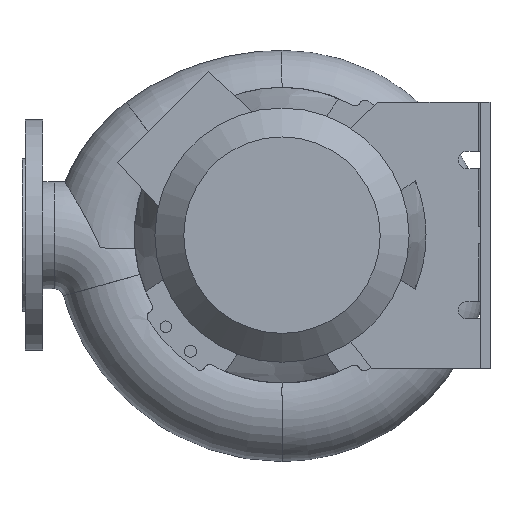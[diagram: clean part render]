
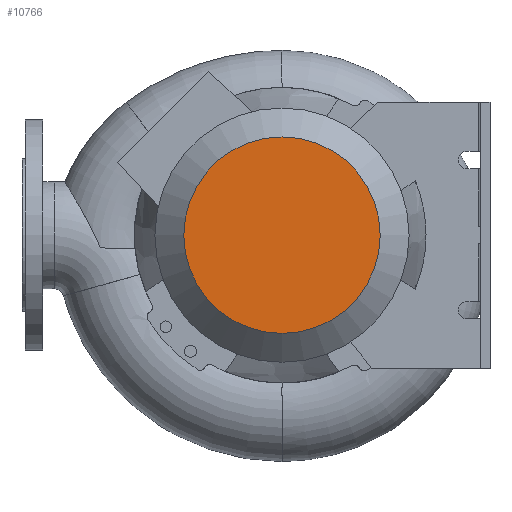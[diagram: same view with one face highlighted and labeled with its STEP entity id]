
A CAD part, left-side view. The second image highlights one B-rep face of the part: STEP entity #10766.
In plain terms, the highlighted planar face has unit normal (-1, 0, 0).
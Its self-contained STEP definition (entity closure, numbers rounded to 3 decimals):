
#826=PLANE('',#11583);
#1372=FACE_OUTER_BOUND('',#2009,.T.);
#2009=EDGE_LOOP('',(#9907));
#4230=CIRCLE('',#11582,85.);
#5296=VERTEX_POINT('',#20264);
#6860=EDGE_CURVE('',#5296,#5296,#4230,.T.);
#9907=ORIENTED_EDGE('',*,*,#6860,.T.);
#10766=ADVANCED_FACE('',(#1372),#826,.T.);
#11582=AXIS2_PLACEMENT_3D('',#20265,#14113,#14114);
#11583=AXIS2_PLACEMENT_3D('',#20266,#14115,#14116);
#14113=DIRECTION('center_axis',(-1.,0.,0.));
#14114=DIRECTION('ref_axis',(0.,0.,1.));
#14115=DIRECTION('center_axis',(-1.,0.,0.));
#14116=DIRECTION('ref_axis',(0.,0.,1.));
#20264=CARTESIAN_POINT('',(-553.,265.,0.));
#20265=CARTESIAN_POINT('Origin',(-553.,180.,0.));
#20266=CARTESIAN_POINT('Origin',(-553.,180.,0.));
